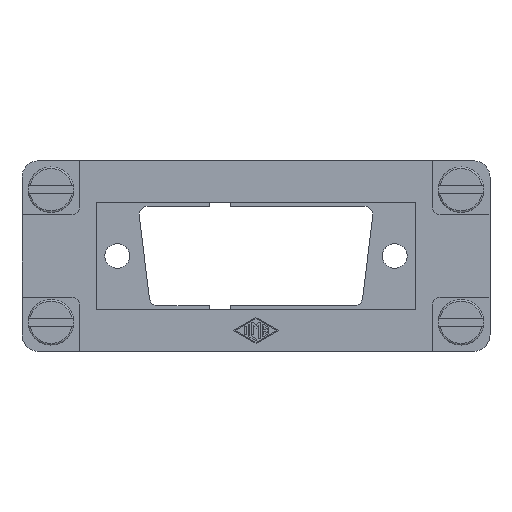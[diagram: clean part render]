
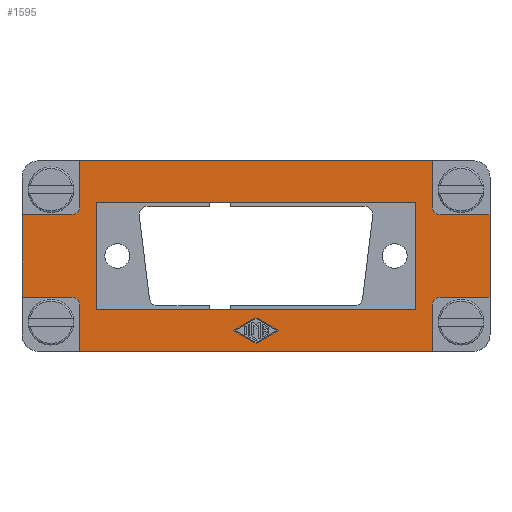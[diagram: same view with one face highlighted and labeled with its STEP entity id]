
A CAD part, top view. The second image highlights one B-rep face of the part: STEP entity #1595.
In plain terms, the highlighted planar face has unit normal (0, 0, 1).
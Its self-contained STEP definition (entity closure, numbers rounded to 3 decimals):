
#1044=CARTESIAN_POINT('',(19.25,-6.5,0.0));
#1045=VERTEX_POINT('',#1044);
#1052=CARTESIAN_POINT('',(19.25,6.5,0.0));
#1053=VERTEX_POINT('',#1052);
#1054=CARTESIAN_POINT('',(19.25,6.5,0.0));
#1055=DIRECTION('',(0.0,-1.0,0.0));
#1056=VECTOR('',#1055,13.);
#1057=LINE('',#1054,#1056);
#1058=EDGE_CURVE('',#1053,#1045,#1057,.T.);
#1084=CARTESIAN_POINT('',(-19.25,6.5,0.0));
#1085=VERTEX_POINT('',#1084);
#1092=CARTESIAN_POINT('',(-19.25,-6.5,0.0));
#1093=VERTEX_POINT('',#1092);
#1094=CARTESIAN_POINT('',(-19.25,-6.5,0.0));
#1095=DIRECTION('',(0.0,1.0,0.0));
#1096=VECTOR('',#1095,13.0);
#1097=LINE('',#1094,#1096);
#1098=EDGE_CURVE('',#1093,#1085,#1097,.T.);
#1376=CARTESIAN_POINT('',(19.25,-6.5,0.0));
#1377=DIRECTION('',(-1.0,0.0,0.0));
#1378=VECTOR('',#1377,38.5);
#1379=LINE('',#1376,#1378);
#1380=EDGE_CURVE('',#1045,#1093,#1379,.T.);
#1411=CARTESIAN_POINT('',(0.,0.,0.0));
#1412=DIRECTION('',(0.0,0.0,1.0));
#1413=DIRECTION('',(1.0,0.0,0.0));
#1414=AXIS2_PLACEMENT_3D('',#1411,#1412,#1413);
#1415=PLANE('',#1414);
#1416=CARTESIAN_POINT('',(21.25,-11.5,0.0));
#1417=VERTEX_POINT('',#1416);
#1418=CARTESIAN_POINT('',(21.25,-6.,0.0));
#1419=VERTEX_POINT('',#1418);
#1420=CARTESIAN_POINT('',(21.25,-11.5,0.0));
#1421=DIRECTION('',(0.0,1.0,0.0));
#1422=VECTOR('',#1421,5.5);
#1423=LINE('',#1420,#1422);
#1424=EDGE_CURVE('',#1417,#1419,#1423,.T.);
#1425=ORIENTED_EDGE('',*,*,#1424,.T.);
#1426=CARTESIAN_POINT('',(22.25,-5.,0.0));
#1427=VERTEX_POINT('',#1426);
#1428=CARTESIAN_POINT('',(22.25,-6.,0.0));
#1429=DIRECTION('',(0.0,0.0,-1.0));
#1430=DIRECTION('',(0.0,1.0,0.0));
#1431=AXIS2_PLACEMENT_3D('',#1428,#1429,#1430);
#1432=CIRCLE('',#1431,1.);
#1433=EDGE_CURVE('',#1419,#1427,#1432,.T.);
#1434=ORIENTED_EDGE('',*,*,#1433,.T.);
#1435=CARTESIAN_POINT('',(28.25,-5.,0.0));
#1436=VERTEX_POINT('',#1435);
#1437=CARTESIAN_POINT('',(22.25,-5.,0.0));
#1438=DIRECTION('',(1.0,0.0,0.0));
#1439=VECTOR('',#1438,6.);
#1440=LINE('',#1437,#1439);
#1441=EDGE_CURVE('',#1427,#1436,#1440,.T.);
#1442=ORIENTED_EDGE('',*,*,#1441,.T.);
#1443=CARTESIAN_POINT('',(28.25,5.,0.0));
#1444=VERTEX_POINT('',#1443);
#1445=CARTESIAN_POINT('',(28.25,-5.,0.0));
#1446=DIRECTION('',(0.0,1.0,0.0));
#1447=VECTOR('',#1446,10.);
#1448=LINE('',#1445,#1447);
#1449=EDGE_CURVE('',#1436,#1444,#1448,.T.);
#1450=ORIENTED_EDGE('',*,*,#1449,.T.);
#1451=CARTESIAN_POINT('',(22.25,5.,0.0));
#1452=VERTEX_POINT('',#1451);
#1453=CARTESIAN_POINT('',(28.25,5.,0.0));
#1454=DIRECTION('',(-1.0,0.0,0.0));
#1455=VECTOR('',#1454,6.);
#1456=LINE('',#1453,#1455);
#1457=EDGE_CURVE('',#1444,#1452,#1456,.T.);
#1458=ORIENTED_EDGE('',*,*,#1457,.T.);
#1459=CARTESIAN_POINT('',(21.25,6.,0.0));
#1460=VERTEX_POINT('',#1459);
#1461=CARTESIAN_POINT('',(22.25,6.,0.0));
#1462=DIRECTION('',(0.0,0.0,-1.0));
#1463=DIRECTION('',(0.0,-1.0,0.0));
#1464=AXIS2_PLACEMENT_3D('',#1461,#1462,#1463);
#1465=CIRCLE('',#1464,1.);
#1466=EDGE_CURVE('',#1452,#1460,#1465,.T.);
#1467=ORIENTED_EDGE('',*,*,#1466,.T.);
#1468=CARTESIAN_POINT('',(21.25,11.5,0.0));
#1469=VERTEX_POINT('',#1468);
#1470=CARTESIAN_POINT('',(21.25,6.,0.0));
#1471=DIRECTION('',(0.0,1.0,0.0));
#1472=VECTOR('',#1471,5.5);
#1473=LINE('',#1470,#1472);
#1474=EDGE_CURVE('',#1460,#1469,#1473,.T.);
#1475=ORIENTED_EDGE('',*,*,#1474,.T.);
#1476=CARTESIAN_POINT('',(-21.25,11.5,0.0));
#1477=VERTEX_POINT('',#1476);
#1478=CARTESIAN_POINT('',(21.25,11.5,0.0));
#1479=DIRECTION('',(-1.0,0.0,0.0));
#1480=VECTOR('',#1479,42.5);
#1481=LINE('',#1478,#1480);
#1482=EDGE_CURVE('',#1469,#1477,#1481,.T.);
#1483=ORIENTED_EDGE('',*,*,#1482,.T.);
#1484=CARTESIAN_POINT('',(-21.25,6.,0.0));
#1485=VERTEX_POINT('',#1484);
#1486=CARTESIAN_POINT('',(-21.25,11.5,0.0));
#1487=DIRECTION('',(0.0,-1.0,0.0));
#1488=VECTOR('',#1487,5.5);
#1489=LINE('',#1486,#1488);
#1490=EDGE_CURVE('',#1477,#1485,#1489,.T.);
#1491=ORIENTED_EDGE('',*,*,#1490,.T.);
#1492=CARTESIAN_POINT('',(-22.25,5.,0.0));
#1493=VERTEX_POINT('',#1492);
#1494=CARTESIAN_POINT('',(-22.25,6.,0.0));
#1495=DIRECTION('',(0.0,0.0,-1.0));
#1496=DIRECTION('',(0.0,-1.0,0.0));
#1497=AXIS2_PLACEMENT_3D('',#1494,#1495,#1496);
#1498=CIRCLE('',#1497,1.);
#1499=EDGE_CURVE('',#1485,#1493,#1498,.T.);
#1500=ORIENTED_EDGE('',*,*,#1499,.T.);
#1501=CARTESIAN_POINT('',(-28.25,5.,0.0));
#1502=VERTEX_POINT('',#1501);
#1503=CARTESIAN_POINT('',(-22.25,5.,0.0));
#1504=DIRECTION('',(-1.0,0.0,0.0));
#1505=VECTOR('',#1504,6.);
#1506=LINE('',#1503,#1505);
#1507=EDGE_CURVE('',#1493,#1502,#1506,.T.);
#1508=ORIENTED_EDGE('',*,*,#1507,.T.);
#1509=CARTESIAN_POINT('',(-28.25,-5.,0.0));
#1510=VERTEX_POINT('',#1509);
#1511=CARTESIAN_POINT('',(-28.25,5.,0.0));
#1512=DIRECTION('',(0.0,-1.0,0.0));
#1513=VECTOR('',#1512,10.);
#1514=LINE('',#1511,#1513);
#1515=EDGE_CURVE('',#1502,#1510,#1514,.T.);
#1516=ORIENTED_EDGE('',*,*,#1515,.T.);
#1517=CARTESIAN_POINT('',(-22.25,-5.,0.0));
#1518=VERTEX_POINT('',#1517);
#1519=CARTESIAN_POINT('',(-28.25,-5.,0.0));
#1520=DIRECTION('',(1.0,0.0,0.0));
#1521=VECTOR('',#1520,6.);
#1522=LINE('',#1519,#1521);
#1523=EDGE_CURVE('',#1510,#1518,#1522,.T.);
#1524=ORIENTED_EDGE('',*,*,#1523,.T.);
#1525=CARTESIAN_POINT('',(-21.25,-6.,0.0));
#1526=VERTEX_POINT('',#1525);
#1527=CARTESIAN_POINT('',(-22.25,-6.,0.0));
#1528=DIRECTION('',(0.0,0.0,-1.0));
#1529=DIRECTION('',(0.0,1.0,0.0));
#1530=AXIS2_PLACEMENT_3D('',#1527,#1528,#1529);
#1531=CIRCLE('',#1530,1.);
#1532=EDGE_CURVE('',#1518,#1526,#1531,.T.);
#1533=ORIENTED_EDGE('',*,*,#1532,.T.);
#1534=CARTESIAN_POINT('',(-21.25,-11.5,0.0));
#1535=VERTEX_POINT('',#1534);
#1536=CARTESIAN_POINT('',(-21.25,-6.,0.0));
#1537=DIRECTION('',(0.0,-1.0,0.0));
#1538=VECTOR('',#1537,5.5);
#1539=LINE('',#1536,#1538);
#1540=EDGE_CURVE('',#1526,#1535,#1539,.T.);
#1541=ORIENTED_EDGE('',*,*,#1540,.T.);
#1542=CARTESIAN_POINT('',(-21.25,-11.5,0.0));
#1543=DIRECTION('',(1.0,0.0,0.0));
#1544=VECTOR('',#1543,42.5);
#1545=LINE('',#1542,#1544);
#1546=EDGE_CURVE('',#1535,#1417,#1545,.T.);
#1547=ORIENTED_EDGE('',*,*,#1546,.T.);
#1548=EDGE_LOOP('',(#1425,#1434,#1442,#1450,#1458,#1467,#1475,#1483,#1491,#1500,#1508,#1516,#1524,#1533,#1541,#1547));
#1549=FACE_OUTER_BOUND('',#1548,.T.);
#1550=CARTESIAN_POINT('',(0.,-10.562,0.0));
#1551=VERTEX_POINT('',#1550);
#1552=CARTESIAN_POINT('',(-2.709,-9.0,0.0));
#1553=VERTEX_POINT('',#1552);
#1554=CARTESIAN_POINT('',(0.,-10.562,0.0));
#1555=DIRECTION('',(-0.866,0.5,0.0));
#1556=VECTOR('',#1555,3.127);
#1557=LINE('',#1554,#1556);
#1558=EDGE_CURVE('',#1551,#1553,#1557,.T.);
#1559=ORIENTED_EDGE('',*,*,#1558,.T.);
#1560=CARTESIAN_POINT('',(0.,-7.438,0.0));
#1561=VERTEX_POINT('',#1560);
#1562=CARTESIAN_POINT('',(-2.709,-9.0,0.0));
#1563=DIRECTION('',(0.866,0.5,0.0));
#1564=VECTOR('',#1563,3.127);
#1565=LINE('',#1562,#1564);
#1566=EDGE_CURVE('',#1553,#1561,#1565,.T.);
#1567=ORIENTED_EDGE('',*,*,#1566,.T.);
#1568=CARTESIAN_POINT('',(2.709,-9.0,0.0));
#1569=VERTEX_POINT('',#1568);
#1570=CARTESIAN_POINT('',(0.,-7.438,0.0));
#1571=DIRECTION('',(0.866,-0.5,0.0));
#1572=VECTOR('',#1571,3.127);
#1573=LINE('',#1570,#1572);
#1574=EDGE_CURVE('',#1561,#1569,#1573,.T.);
#1575=ORIENTED_EDGE('',*,*,#1574,.T.);
#1576=CARTESIAN_POINT('',(2.709,-9.0,0.0));
#1577=DIRECTION('',(-0.866,-0.5,0.0));
#1578=VECTOR('',#1577,3.127);
#1579=LINE('',#1576,#1578);
#1580=EDGE_CURVE('',#1569,#1551,#1579,.T.);
#1581=ORIENTED_EDGE('',*,*,#1580,.T.);
#1582=EDGE_LOOP('',(#1559,#1567,#1575,#1581));
#1583=FACE_BOUND('',#1582,.T.);
#1584=ORIENTED_EDGE('',*,*,#1380,.T.);
#1585=ORIENTED_EDGE('',*,*,#1098,.T.);
#1586=CARTESIAN_POINT('',(-19.25,6.5,0.0));
#1587=DIRECTION('',(1.0,0.0,0.0));
#1588=VECTOR('',#1587,38.5);
#1589=LINE('',#1586,#1588);
#1590=EDGE_CURVE('',#1085,#1053,#1589,.T.);
#1591=ORIENTED_EDGE('',*,*,#1590,.T.);
#1592=ORIENTED_EDGE('',*,*,#1058,.T.);
#1593=EDGE_LOOP('',(#1584,#1585,#1591,#1592));
#1594=FACE_BOUND('',#1593,.T.);
#1595=ADVANCED_FACE('',(#1549,#1583,#1594),#1415,.T.);
